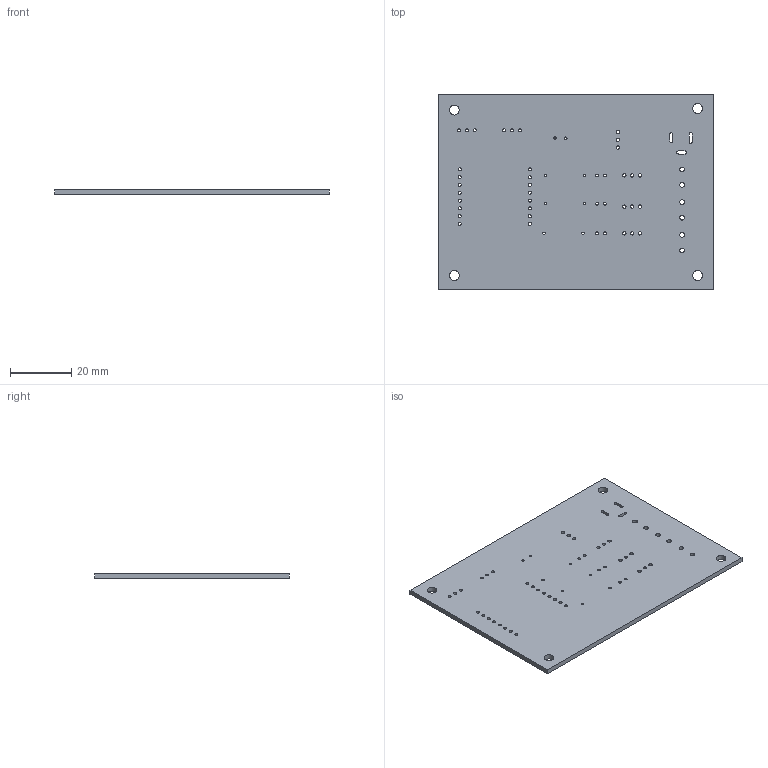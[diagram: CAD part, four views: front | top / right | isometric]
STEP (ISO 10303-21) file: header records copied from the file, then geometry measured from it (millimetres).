
FILE_DESCRIPTION(('KiCad electronic assembly'),'2;1');
FILE_NAME('timer.step','2022-06-22T22:02:24',('Pcbnew'),('Kicad'), 'Open CASCADE STEP processor 7.6','KiCad to STEP converter','Unknown' );
FILE_SCHEMA(('AUTOMOTIVE_DESIGN { 1 0 10303 214 1 1 1 1 }'));
Length unit declared in the file: millimetre
Products named in the file (2): timer 1; timer PCB
Assembly tree (1 placements, depth 2):
  timer 1
    timer PCB
Bounding box: 89.41 x 63.5 x 1.6 mm (x, y, z)
Volume: 8941.6 mm3; surface area: 12050.2 mm2
Topology: 1 solids, 1 shells, 76 faces, 222 edges, 148 vertices
Faces by surface type: cylinder 64, plane 12
Full cylindrical faces by diameter (mm): 0.8 x8, 0.9 x6, 1 x22, 1.1 x12, 1.52 x6, 3.2 x4
Entity records: 6155 total; most frequent: CARTESIAN_POINT 1660, DIRECTION 822, ORIENTED_EDGE 444, PCURVE 444, DEFINITIONAL_REPRESENTATION 444, LINE 410, VECTOR 410, EDGE_CURVE 222
